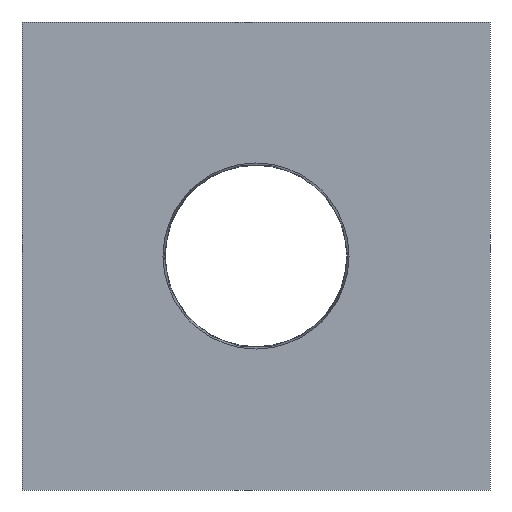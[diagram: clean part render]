
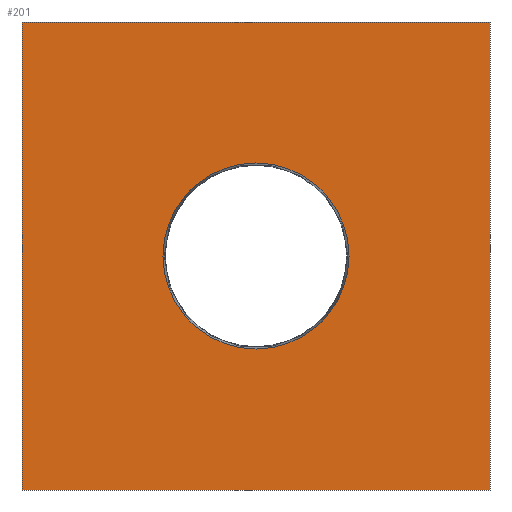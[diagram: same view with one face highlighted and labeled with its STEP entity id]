
A CAD part, front view. The second image highlights one B-rep face of the part: STEP entity #201.
In plain terms, the highlighted planar face has unit normal (0, -1, 0).
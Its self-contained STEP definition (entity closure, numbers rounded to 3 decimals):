
#21=FACE_BOUND('',#53,.T.);
#25=CIRCLE('',#234,3.975);
#38=FACE_OUTER_BOUND('',#52,.T.);
#52=EDGE_LOOP('',(#162,#163,#164,#165));
#53=EDGE_LOOP('',(#166));
#68=LINE('',#335,#85);
#70=LINE('',#339,#87);
#72=LINE('',#343,#89);
#74=LINE('',#346,#91);
#85=VECTOR('',#272,10.);
#87=VECTOR('',#276,10.);
#89=VECTOR('',#280,10.);
#91=VECTOR('',#284,10.);
#101=VERTEX_POINT('',#326);
#103=VERTEX_POINT('',#332);
#104=VERTEX_POINT('',#334);
#105=VERTEX_POINT('',#338);
#106=VERTEX_POINT('',#342);
#117=EDGE_CURVE('',#101,#101,#25,.T.);
#121=EDGE_CURVE('',#104,#103,#68,.T.);
#123=EDGE_CURVE('',#105,#104,#70,.T.);
#125=EDGE_CURVE('',#106,#105,#72,.T.);
#127=EDGE_CURVE('',#103,#106,#74,.T.);
#162=ORIENTED_EDGE('',*,*,#127,.T.);
#163=ORIENTED_EDGE('',*,*,#125,.T.);
#164=ORIENTED_EDGE('',*,*,#123,.T.);
#165=ORIENTED_EDGE('',*,*,#121,.T.);
#166=ORIENTED_EDGE('',*,*,#117,.T.);
#192=PLANE('',#240);
#201=ADVANCED_FACE('',(#38,#21),#192,.T.);
#234=AXIS2_PLACEMENT_3D('',#327,#264,#265);
#240=AXIS2_PLACEMENT_3D('',#347,#285,#286);
#264=DIRECTION('center_axis',(0.,1.,0.));
#265=DIRECTION('ref_axis',(-1.,0.,0.));
#272=DIRECTION('',(0.,0.,1.));
#276=DIRECTION('',(1.,0.,0.));
#280=DIRECTION('',(0.,0.,-1.));
#284=DIRECTION('',(-1.,0.,0.));
#285=DIRECTION('center_axis',(0.,-1.,0.));
#286=DIRECTION('ref_axis',(0.,0.,-1.));
#326=CARTESIAN_POINT('',(3.975,-3.,0.));
#327=CARTESIAN_POINT('Origin',(0.,-3.,0.));
#332=CARTESIAN_POINT('',(10.,-3.,10.));
#334=CARTESIAN_POINT('',(10.,-3.,-10.));
#335=CARTESIAN_POINT('',(10.,-3.,-10.));
#338=CARTESIAN_POINT('',(-10.,-3.,-10.));
#339=CARTESIAN_POINT('',(-10.,-3.,-10.));
#342=CARTESIAN_POINT('',(-10.,-3.,10.));
#343=CARTESIAN_POINT('',(-10.,-3.,10.));
#346=CARTESIAN_POINT('',(10.,-3.,10.));
#347=CARTESIAN_POINT('Origin',(0.,-3.,0.));
